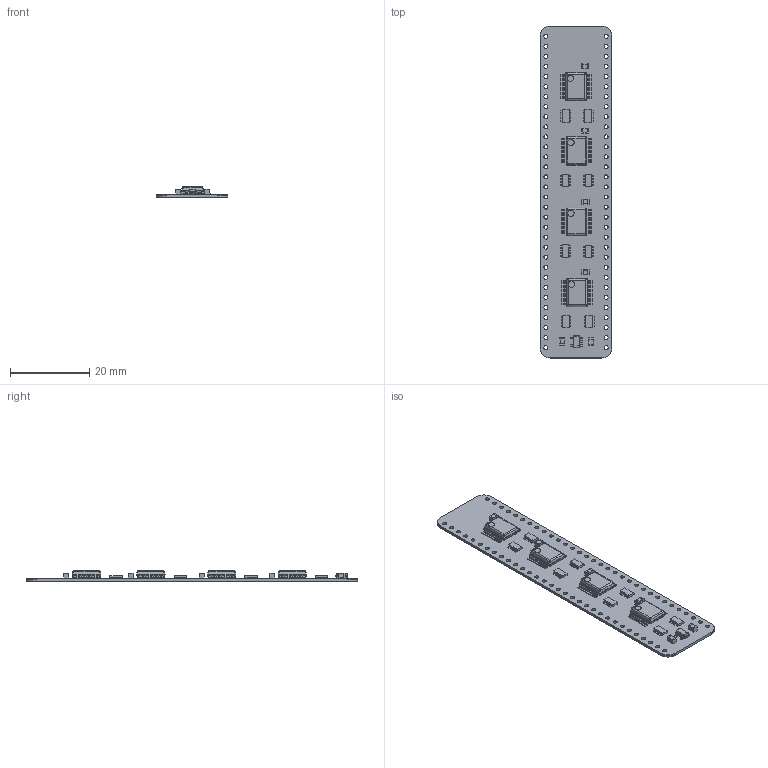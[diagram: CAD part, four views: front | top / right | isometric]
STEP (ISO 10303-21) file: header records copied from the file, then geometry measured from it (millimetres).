
FILE_DESCRIPTION(('KiCad electronic assembly'),'2;1');
FILE_NAME('Device Buffer.step','2023-10-21T17:08:25',('Pcbnew'),('Kicad' ),'Open CASCADE STEP processor 7.6','KiCad to STEP converter', 'Unknown');
FILE_SCHEMA(('AUTOMOTIVE_DESIGN { 1 0 10303 214 1 1 1 1 }'));
Length unit declared in the file: millimetre
Products named in the file (10): Device Buffer 1; CAY16-470J4LF; COMPOUND; SN74ABT245BDBR; C_0805_2012Metric; SOLID; AP7365-33WG-7; Device Buffer PCB
Assembly tree (24 placements, depth 3):
  Device Buffer 1
    CAY16-470J4LF  x8
      COMPOUND
    SN74ABT245BDBR  x4
      COMPOUND
    C_0805_2012Metric  x6
      SOLID
    AP7365-33WG-7
      COMPOUND
    Device Buffer PCB
Bounding box: 18.13 x 83.97 x 2.63 mm (x, y, z)
Volume: 1307.2 mm3; surface area: 4054.4 mm2
Topology: 169 solids, 169 shells, 2111 faces, 5168 edges, 3408 vertices
Faces by surface type: plane 1511, cylinder 568, bspline 32
Full cylindrical faces by diameter (mm): 0.2 x1, 1 x64
Entity records: 43584 total; most frequent: CARTESIAN_POINT 10992, DIRECTION 6006, LINE 3897, VECTOR 3897, ORIENTED_EDGE 3154, PCURVE 3154, DEFINITIONAL_REPRESENTATION 3154, EDGE_CURVE 1577
